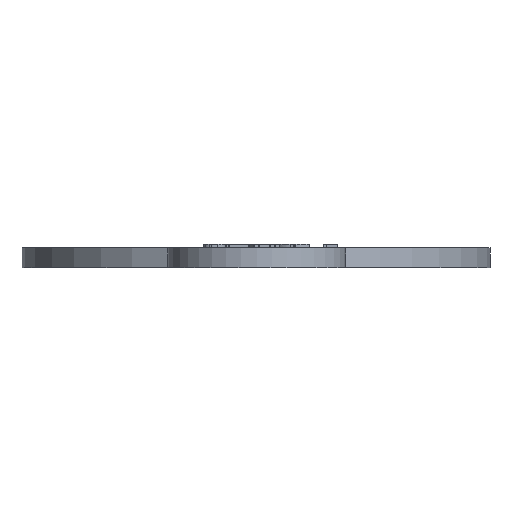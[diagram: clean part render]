
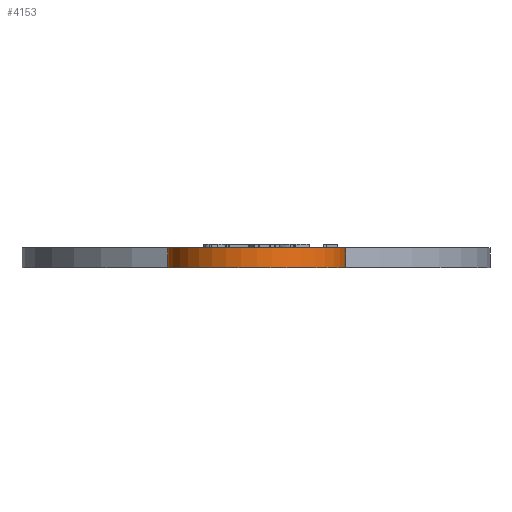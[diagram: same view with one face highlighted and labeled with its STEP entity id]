
A CAD part, front view. The second image highlights one B-rep face of the part: STEP entity #4153.
In plain terms, the highlighted cylindrical face has radius 13.5 mm (diameter 27 mm), a partial arc.
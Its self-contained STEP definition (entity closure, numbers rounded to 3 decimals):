
#25=CIRCLE('',#4291,13.5);
#26=CIRCLE('',#4292,13.5);
#34=CYLINDRICAL_SURFACE('',#4290,13.5);
#524=FACE_OUTER_BOUND('',#748,.T.);
#748=EDGE_LOOP('',(#3628,#3629,#3630,#3631));
#1124=LINE('',#7827,#1486);
#1127=LINE('',#7840,#1489);
#1486=VECTOR('',#4882,10.);
#1489=VECTOR('',#4897,10.);
#1996=VERTEX_POINT('',#7824);
#1997=VERTEX_POINT('',#7826);
#2000=VERTEX_POINT('',#7836);
#2001=VERTEX_POINT('',#7838);
#2602=EDGE_CURVE('',#1997,#1996,#1124,.T.);
#2607=EDGE_CURVE('',#2000,#1997,#25,.T.);
#2608=EDGE_CURVE('',#1996,#2001,#26,.T.);
#2609=EDGE_CURVE('',#2001,#2000,#1127,.T.);
#3628=ORIENTED_EDGE('',*,*,#2607,.T.);
#3629=ORIENTED_EDGE('',*,*,#2602,.T.);
#3630=ORIENTED_EDGE('',*,*,#2608,.T.);
#3631=ORIENTED_EDGE('',*,*,#2609,.T.);
#4153=ADVANCED_FACE('',(#524),#34,.T.);
#4290=AXIS2_PLACEMENT_3D('',#7835,#4891,#4892);
#4291=AXIS2_PLACEMENT_3D('',#7837,#4893,#4894);
#4292=AXIS2_PLACEMENT_3D('',#7839,#4895,#4896);
#4882=DIRECTION('',(0.,0.,-1.));
#4891=DIRECTION('center_axis',(0.,0.,1.));
#4892=DIRECTION('ref_axis',(0.707,-0.707,0.));
#4893=DIRECTION('center_axis',(0.,0.,-1.));
#4894=DIRECTION('ref_axis',(-0.707,-0.707,0.));
#4895=DIRECTION('center_axis',(0.,0.,1.));
#4896=DIRECTION('ref_axis',(-0.707,-0.707,0.));
#4897=DIRECTION('',(0.,0.,1.));
#7824=CARTESIAN_POINT('',(-13.409,-54.818,0.));
#7826=CARTESIAN_POINT('',(-13.409,-54.818,3.));
#7827=CARTESIAN_POINT('',(-13.409,-54.818,0.));
#7835=CARTESIAN_POINT('Origin',(0.091,-54.818,0.));
#7836=CARTESIAN_POINT('',(13.591,-54.818,3.));
#7837=CARTESIAN_POINT('Origin',(0.091,-54.818,3.));
#7838=CARTESIAN_POINT('',(13.591,-54.818,0.));
#7839=CARTESIAN_POINT('Origin',(0.091,-54.818,0.));
#7840=CARTESIAN_POINT('',(13.591,-54.818,0.));
